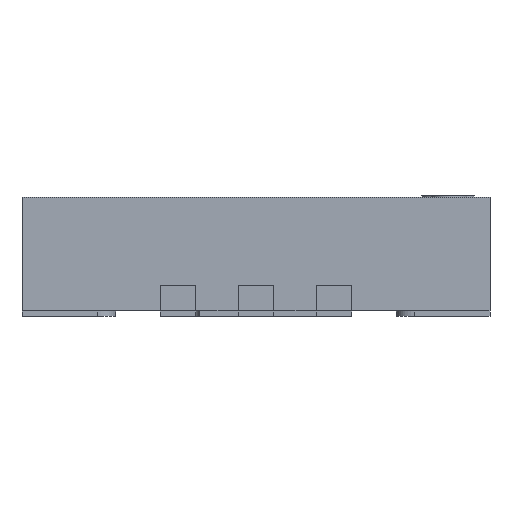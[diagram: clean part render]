
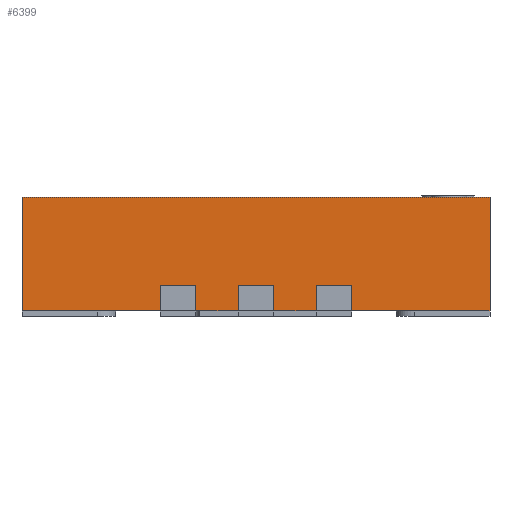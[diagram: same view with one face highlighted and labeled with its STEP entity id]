
A CAD part, front view. The second image highlights one B-rep face of the part: STEP entity #6399.
In plain terms, the highlighted planar face has unit normal (0, -1, 0).
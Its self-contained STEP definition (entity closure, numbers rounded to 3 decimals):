
#5580 = VERTEX_POINT('',#5581);
#5581 = CARTESIAN_POINT('',(-1.5,-1.5,0.765));
#5587 = EDGE_CURVE('',#5580,#5588,#5590,.T.);
#5588 = VERTEX_POINT('',#5589);
#5589 = CARTESIAN_POINT('',(1.5,-1.5,0.765));
#5590 = LINE('',#5591,#5592);
#5591 = CARTESIAN_POINT('',(-1.5,-1.5,0.765));
#5592 = VECTOR('',#5593,1.);
#5593 = DIRECTION('',(1.,0.,0.));
#6399 = ADVANCED_FACE('',(#6400),#6521,.F.);
#6400 = FACE_BOUND('',#6401,.T.);
#6401 = EDGE_LOOP('',(#6402,#6412,#6420,#6428,#6436,#6444,#6452,#6460,
    #6468,#6476,#6484,#6492,#6498,#6499,#6507,#6515));
#6402 = ORIENTED_EDGE('',*,*,#6403,.T.);
#6403 = EDGE_CURVE('',#6404,#6406,#6408,.T.);
#6404 = VERTEX_POINT('',#6405);
#6405 = CARTESIAN_POINT('',(-0.615,-1.5,0.2));
#6406 = VERTEX_POINT('',#6407);
#6407 = CARTESIAN_POINT('',(-0.385,-1.5,0.2));
#6408 = LINE('',#6409,#6410);
#6409 = CARTESIAN_POINT('',(-0.615,-1.5,0.2));
#6410 = VECTOR('',#6411,1.);
#6411 = DIRECTION('',(1.,0.,0.));
#6412 = ORIENTED_EDGE('',*,*,#6413,.T.);
#6413 = EDGE_CURVE('',#6406,#6414,#6416,.T.);
#6414 = VERTEX_POINT('',#6415);
#6415 = CARTESIAN_POINT('',(-0.385,-1.5,0.035));
#6416 = LINE('',#6417,#6418);
#6417 = CARTESIAN_POINT('',(-0.385,-1.5,0.2));
#6418 = VECTOR('',#6419,1.);
#6419 = DIRECTION('',(0.,-0.,-1.));
#6420 = ORIENTED_EDGE('',*,*,#6421,.T.);
#6421 = EDGE_CURVE('',#6414,#6422,#6424,.T.);
#6422 = VERTEX_POINT('',#6423);
#6423 = CARTESIAN_POINT('',(-0.115,-1.5,0.035));
#6424 = LINE('',#6425,#6426);
#6425 = CARTESIAN_POINT('',(-1.5,-1.5,0.035));
#6426 = VECTOR('',#6427,1.);
#6427 = DIRECTION('',(1.,0.,0.));
#6428 = ORIENTED_EDGE('',*,*,#6429,.F.);
#6429 = EDGE_CURVE('',#6430,#6422,#6432,.T.);
#6430 = VERTEX_POINT('',#6431);
#6431 = CARTESIAN_POINT('',(-0.115,-1.5,0.2));
#6432 = LINE('',#6433,#6434);
#6433 = CARTESIAN_POINT('',(-0.115,-1.5,0.2));
#6434 = VECTOR('',#6435,1.);
#6435 = DIRECTION('',(0.,-0.,-1.));
#6436 = ORIENTED_EDGE('',*,*,#6437,.T.);
#6437 = EDGE_CURVE('',#6430,#6438,#6440,.T.);
#6438 = VERTEX_POINT('',#6439);
#6439 = CARTESIAN_POINT('',(0.115,-1.5,0.2));
#6440 = LINE('',#6441,#6442);
#6441 = CARTESIAN_POINT('',(-0.115,-1.5,0.2));
#6442 = VECTOR('',#6443,1.);
#6443 = DIRECTION('',(1.,0.,0.));
#6444 = ORIENTED_EDGE('',*,*,#6445,.T.);
#6445 = EDGE_CURVE('',#6438,#6446,#6448,.T.);
#6446 = VERTEX_POINT('',#6447);
#6447 = CARTESIAN_POINT('',(0.115,-1.5,0.035));
#6448 = LINE('',#6449,#6450);
#6449 = CARTESIAN_POINT('',(0.115,-1.5,0.2));
#6450 = VECTOR('',#6451,1.);
#6451 = DIRECTION('',(0.,-0.,-1.));
#6452 = ORIENTED_EDGE('',*,*,#6453,.T.);
#6453 = EDGE_CURVE('',#6446,#6454,#6456,.T.);
#6454 = VERTEX_POINT('',#6455);
#6455 = CARTESIAN_POINT('',(0.385,-1.5,0.035));
#6456 = LINE('',#6457,#6458);
#6457 = CARTESIAN_POINT('',(-1.5,-1.5,0.035));
#6458 = VECTOR('',#6459,1.);
#6459 = DIRECTION('',(1.,0.,0.));
#6460 = ORIENTED_EDGE('',*,*,#6461,.F.);
#6461 = EDGE_CURVE('',#6462,#6454,#6464,.T.);
#6462 = VERTEX_POINT('',#6463);
#6463 = CARTESIAN_POINT('',(0.385,-1.5,0.2));
#6464 = LINE('',#6465,#6466);
#6465 = CARTESIAN_POINT('',(0.385,-1.5,0.2));
#6466 = VECTOR('',#6467,1.);
#6467 = DIRECTION('',(0.,-0.,-1.));
#6468 = ORIENTED_EDGE('',*,*,#6469,.T.);
#6469 = EDGE_CURVE('',#6462,#6470,#6472,.T.);
#6470 = VERTEX_POINT('',#6471);
#6471 = CARTESIAN_POINT('',(0.615,-1.5,0.2));
#6472 = LINE('',#6473,#6474);
#6473 = CARTESIAN_POINT('',(0.,-1.5,0.2));
#6474 = VECTOR('',#6475,1.);
#6475 = DIRECTION('',(1.,0.,0.));
#6476 = ORIENTED_EDGE('',*,*,#6477,.T.);
#6477 = EDGE_CURVE('',#6470,#6478,#6480,.T.);
#6478 = VERTEX_POINT('',#6479);
#6479 = CARTESIAN_POINT('',(0.615,-1.5,0.035));
#6480 = LINE('',#6481,#6482);
#6481 = CARTESIAN_POINT('',(0.615,-1.5,0.2));
#6482 = VECTOR('',#6483,1.);
#6483 = DIRECTION('',(0.,-0.,-1.));
#6484 = ORIENTED_EDGE('',*,*,#6485,.T.);
#6485 = EDGE_CURVE('',#6478,#6486,#6488,.T.);
#6486 = VERTEX_POINT('',#6487);
#6487 = CARTESIAN_POINT('',(1.5,-1.5,0.035));
#6488 = LINE('',#6489,#6490);
#6489 = CARTESIAN_POINT('',(-1.5,-1.5,0.035));
#6490 = VECTOR('',#6491,1.);
#6491 = DIRECTION('',(1.,0.,0.));
#6492 = ORIENTED_EDGE('',*,*,#6493,.F.);
#6493 = EDGE_CURVE('',#5588,#6486,#6494,.T.);
#6494 = LINE('',#6495,#6496);
#6495 = CARTESIAN_POINT('',(1.5,-1.5,0.765));
#6496 = VECTOR('',#6497,1.);
#6497 = DIRECTION('',(0.,-0.,-1.));
#6498 = ORIENTED_EDGE('',*,*,#5587,.F.);
#6499 = ORIENTED_EDGE('',*,*,#6500,.T.);
#6500 = EDGE_CURVE('',#5580,#6501,#6503,.T.);
#6501 = VERTEX_POINT('',#6502);
#6502 = CARTESIAN_POINT('',(-1.5,-1.5,0.035));
#6503 = LINE('',#6504,#6505);
#6504 = CARTESIAN_POINT('',(-1.5,-1.5,0.765));
#6505 = VECTOR('',#6506,1.);
#6506 = DIRECTION('',(0.,-0.,-1.));
#6507 = ORIENTED_EDGE('',*,*,#6508,.T.);
#6508 = EDGE_CURVE('',#6501,#6509,#6511,.T.);
#6509 = VERTEX_POINT('',#6510);
#6510 = CARTESIAN_POINT('',(-0.615,-1.5,0.035));
#6511 = LINE('',#6512,#6513);
#6512 = CARTESIAN_POINT('',(-1.5,-1.5,0.035));
#6513 = VECTOR('',#6514,1.);
#6514 = DIRECTION('',(1.,0.,0.));
#6515 = ORIENTED_EDGE('',*,*,#6516,.F.);
#6516 = EDGE_CURVE('',#6404,#6509,#6517,.T.);
#6517 = LINE('',#6518,#6519);
#6518 = CARTESIAN_POINT('',(-0.615,-1.5,0.2));
#6519 = VECTOR('',#6520,1.);
#6520 = DIRECTION('',(0.,-0.,-1.));
#6521 = PLANE('',#6522);
#6522 = AXIS2_PLACEMENT_3D('',#6523,#6524,#6525);
#6523 = CARTESIAN_POINT('',(-1.5,-1.5,0.765));
#6524 = DIRECTION('',(0.,1.,0.));
#6525 = DIRECTION('',(-1.,0.,0.));
